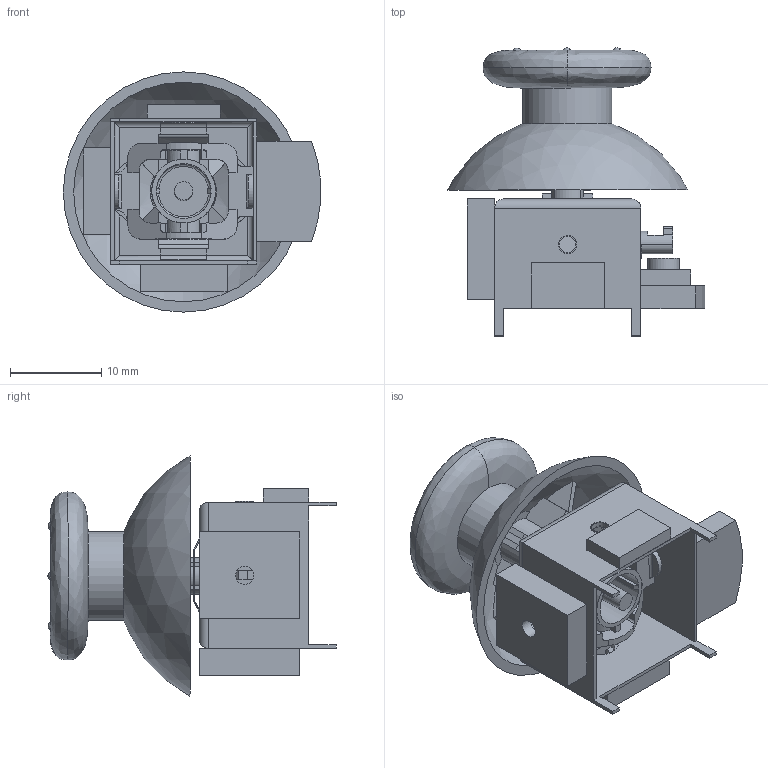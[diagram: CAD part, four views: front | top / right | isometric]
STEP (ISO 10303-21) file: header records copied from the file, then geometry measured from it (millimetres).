
FILE_DESCRIPTION(/* description */ (''),/* implementation_level */ '2;1');
FILE_NAME(/* name */ 'joystick1.stp',/* time_stamp */ '2020-05-16T19:05:47+07:00',/* author */ ('Trung'),/* organization */ (''),/* preprocessor_version */ 'ST-DEVELOPER v16.13',/* originating_system */ 'Autodesk Inventor 2018',/* authorisation */ '');
FILE_SCHEMA (('AUTOMOTIVE_DESIGN { 1 0 10303 214 3 1 1 }'));
Length unit declared in the file: millimetre
Products named in the file (1): Part3
Bounding box: 28.17 x 31.56 x 26.3 mm (x, y, z)
Volume: 3764.4 mm3; surface area: 6472.4 mm2
Topology: 10 solids, 10 shells, 420 faces, 1129 edges, 737 vertices
Faces by surface type: plane 274, cylinder 117, torus 12, sphere 7, cone 6, bspline 4
Full cylindrical faces by diameter (mm): 1.5 x2, 1.8 x1, 2 x5, 3 x5, 3.275 x1, 3.5 x1, 4 x3, 7 x1, 9.75 x1, 12 x1
Entity records: 13636 total; most frequent: CARTESIAN_POINT 3051, ORIENTED_EDGE 2180, DIRECTION 2176, EDGE_CURVE 1090, LINE 734, VECTOR 734, VERTEX_POINT 726, AXIS2_PLACEMENT_3D 721
